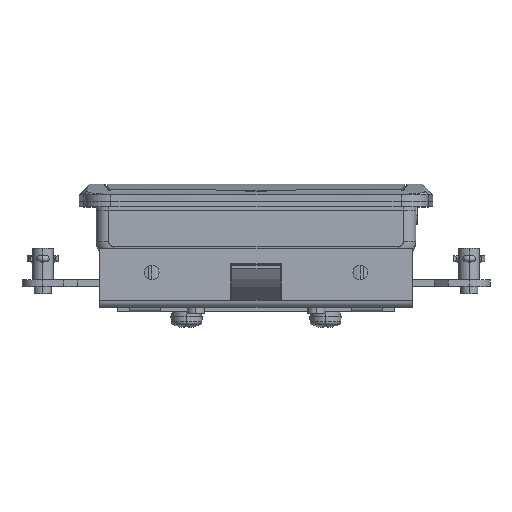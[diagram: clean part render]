
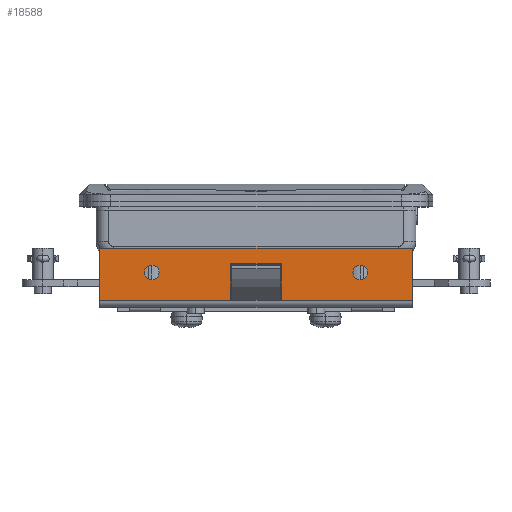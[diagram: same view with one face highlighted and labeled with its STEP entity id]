
A CAD part, top view. The second image highlights one B-rep face of the part: STEP entity #18588.
In plain terms, the highlighted planar face has unit normal (0, 0, 1).
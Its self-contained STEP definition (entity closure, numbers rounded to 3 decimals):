
#780 = LINE ( 'NONE', #18697, #6272 ) ;
#782 = VERTEX_POINT ( 'NONE', #16003 ) ;
#1294 = PLANE ( 'NONE',  #20402 ) ;
#1333 = LINE ( 'NONE', #6102, #5250 ) ;
#1896 = CARTESIAN_POINT ( 'NONE',  ( -30., 0., 0. ) ) ;
#2128 = ORIENTED_EDGE ( 'NONE', *, *, #6395, .F. ) ;
#2340 = VERTEX_POINT ( 'NONE', #14526 ) ;
#2430 = FACE_OUTER_BOUND ( 'NONE', #11136, .T. ) ;
#2654 = EDGE_CURVE ( 'NONE', #4393, #17817, #17457, .T. ) ;
#2808 = EDGE_CURVE ( 'NONE', #21066, #12493, #3465, .T. ) ;
#2909 = ORIENTED_EDGE ( 'NONE', *, *, #4140, .F. ) ;
#2969 = CARTESIAN_POINT ( 'NONE',  ( 7.25, 2.5, 0. ) ) ;
#3048 = DIRECTION ( 'NONE',  ( 1., 0., 0. ) ) ;
#3465 = CIRCLE ( 'NONE', #12553, 2.1 ) ;
#3668 = CARTESIAN_POINT ( 'NONE',  ( 30., 0., 0. ) ) ;
#3797 = ORIENTED_EDGE ( 'NONE', *, *, #2654, .F. ) ;
#3923 = CARTESIAN_POINT ( 'NONE',  ( 7.25, -8., 0. ) ) ;
#4042 = DIRECTION ( 'NONE',  ( 0., 0., 1. ) ) ;
#4074 = ORIENTED_EDGE ( 'NONE', *, *, #13675, .F. ) ;
#4140 = EDGE_CURVE ( 'NONE', #7232, #4393, #780, .T. ) ;
#4266 = CIRCLE ( 'NONE', #5132, 2.1 ) ;
#4385 = CARTESIAN_POINT ( 'NONE',  ( -45., 7., 0. ) ) ;
#4393 = VERTEX_POINT ( 'NONE', #2969 ) ;
#4819 = VERTEX_POINT ( 'NONE', #17666 ) ;
#5132 = AXIS2_PLACEMENT_3D ( 'NONE', #17369, #4042, #20478 ) ;
#5178 = DIRECTION ( 'NONE',  ( 1., 0., 0. ) ) ;
#5249 = DIRECTION ( 'NONE',  ( 0., 0., 1. ) ) ;
#5250 = VECTOR ( 'NONE', #3048, 1000. ) ;
#5334 = DIRECTION ( 'NONE',  ( 0., 0., 1. ) ) ;
#5866 = EDGE_LOOP ( 'NONE', ( #6528, #15716 ) ) ;
#6059 = LINE ( 'NONE', #16745, #8389 ) ;
#6068 = ORIENTED_EDGE ( 'NONE', *, *, #11698, .F. ) ;
#6075 = VERTEX_POINT ( 'NONE', #14208 ) ;
#6102 = CARTESIAN_POINT ( 'NONE',  ( 45., -8., 0. ) ) ;
#6272 = VECTOR ( 'NONE', #7176, 1000. ) ;
#6326 = DIRECTION ( 'NONE',  ( 0., 0., -1. ) ) ;
#6375 = CARTESIAN_POINT ( 'NONE',  ( 45., -8., 0. ) ) ;
#6395 = EDGE_CURVE ( 'NONE', #13381, #19495, #6059, .T. ) ;
#6528 = ORIENTED_EDGE ( 'NONE', *, *, #18800, .F. ) ;
#6766 = CARTESIAN_POINT ( 'NONE',  ( -7.25, 2.5, 0. ) ) ;
#6901 = EDGE_CURVE ( 'NONE', #6075, #14091, #20045, .T. ) ;
#7176 = DIRECTION ( 'NONE',  ( 0., 1., 0. ) ) ;
#7232 = VERTEX_POINT ( 'NONE', #3923 ) ;
#8335 = CIRCLE ( 'NONE', #20834, 2.1 ) ;
#8348 = DIRECTION ( 'NONE',  ( 0., -1., 0. ) ) ;
#8389 = VECTOR ( 'NONE', #8348, 1000. ) ;
#9103 = CARTESIAN_POINT ( 'NONE',  ( -7.25, 2.5, 0. ) ) ;
#9120 = CARTESIAN_POINT ( 'NONE',  ( 45., 7., 0. ) ) ;
#9301 = CARTESIAN_POINT ( 'NONE',  ( -27.9, 0., 0. ) ) ;
#9532 = DIRECTION ( 'NONE',  ( 0., 1., 0. ) ) ;
#9605 = CARTESIAN_POINT ( 'NONE',  ( -30., 0., 0. ) ) ;
#9670 = DIRECTION ( 'NONE',  ( -1., 0., 0. ) ) ;
#10631 = AXIS2_PLACEMENT_3D ( 'NONE', #1896, #5249, #5178 ) ;
#10712 = VECTOR ( 'NONE', #14568, 1000. ) ;
#11136 = EDGE_LOOP ( 'NONE', ( #14550, #6068, #3797, #2909, #17384, #2128, #12843, #15241 ) ) ;
#11698 = EDGE_CURVE ( 'NONE', #17817, #2340, #21173, .T. ) ;
#12009 = EDGE_LOOP ( 'NONE', ( #18874, #4074 ) ) ;
#12168 = CIRCLE ( 'NONE', #10631, 2.1 ) ;
#12275 = DIRECTION ( 'NONE',  ( 0., -1., 0. ) ) ;
#12280 = DIRECTION ( 'NONE',  ( -1., 0., 0. ) ) ;
#12493 = VERTEX_POINT ( 'NONE', #15943 ) ;
#12553 = AXIS2_PLACEMENT_3D ( 'NONE', #9605, #19723, #14573 ) ;
#12843 = ORIENTED_EDGE ( 'NONE', *, *, #16739, .T. ) ;
#12898 = EDGE_CURVE ( 'NONE', #7232, #19495, #15824, .T. ) ;
#13031 = VECTOR ( 'NONE', #12280, 1000. ) ;
#13058 = FACE_BOUND ( 'NONE', #5866, .T. ) ;
#13319 = FACE_BOUND ( 'NONE', #12009, .T. ) ;
#13381 = VERTEX_POINT ( 'NONE', #9120 ) ;
#13675 = EDGE_CURVE ( 'NONE', #12493, #21066, #12168, .T. ) ;
#14091 = VERTEX_POINT ( 'NONE', #18382 ) ;
#14129 = LINE ( 'NONE', #21382, #14646 ) ;
#14208 = CARTESIAN_POINT ( 'NONE',  ( -45., 7., 0. ) ) ;
#14308 = CARTESIAN_POINT ( 'NONE',  ( -7.25, 2.5, 0. ) ) ;
#14526 = CARTESIAN_POINT ( 'NONE',  ( -7.25, -8., 0. ) ) ;
#14550 = ORIENTED_EDGE ( 'NONE', *, *, #19781, .T. ) ;
#14568 = DIRECTION ( 'NONE',  ( 0., -1., 0. ) ) ;
#14573 = DIRECTION ( 'NONE',  ( 1., 0., 0. ) ) ;
#14646 = VECTOR ( 'NONE', #9670, 1000. ) ;
#15241 = ORIENTED_EDGE ( 'NONE', *, *, #6901, .T. ) ;
#15716 = ORIENTED_EDGE ( 'NONE', *, *, #20532, .F. ) ;
#15824 = LINE ( 'NONE', #6375, #21517 ) ;
#15943 = CARTESIAN_POINT ( 'NONE',  ( -32.1, 0., 0. ) ) ;
#16003 = CARTESIAN_POINT ( 'NONE',  ( 27.9, 0., 0. ) ) ;
#16739 = EDGE_CURVE ( 'NONE', #13381, #6075, #14129, .T. ) ;
#16745 = CARTESIAN_POINT ( 'NONE',  ( 45., 7., 0. ) ) ;
#17369 = CARTESIAN_POINT ( 'NONE',  ( 30., 0., 0. ) ) ;
#17384 = ORIENTED_EDGE ( 'NONE', *, *, #12898, .T. ) ;
#17457 = LINE ( 'NONE', #9103, #13031 ) ;
#17666 = CARTESIAN_POINT ( 'NONE',  ( 32.1, 0., 0. ) ) ;
#17817 = VERTEX_POINT ( 'NONE', #14308 ) ;
#17900 = DIRECTION ( 'NONE',  ( 1., 0., 0. ) ) ;
#18382 = CARTESIAN_POINT ( 'NONE',  ( -45., -8., 0. ) ) ;
#18588 = ADVANCED_FACE ( 'NONE', ( #13319, #13058, #2430 ), #1294, .F. ) ;
#18589 = DIRECTION ( 'NONE',  ( 1., 0., 0. ) ) ;
#18629 = CARTESIAN_POINT ( 'NONE',  ( 45., -8., 0. ) ) ;
#18697 = CARTESIAN_POINT ( 'NONE',  ( 7.25, 2.5, 0. ) ) ;
#18800 = EDGE_CURVE ( 'NONE', #4819, #782, #4266, .T. ) ;
#18874 = ORIENTED_EDGE ( 'NONE', *, *, #2808, .F. ) ;
#19108 = VECTOR ( 'NONE', #12275, 1000. ) ;
#19446 = CARTESIAN_POINT ( 'NONE',  ( 45., 7., 0. ) ) ;
#19495 = VERTEX_POINT ( 'NONE', #18629 ) ;
#19723 = DIRECTION ( 'NONE',  ( 0., 0., 1. ) ) ;
#19781 = EDGE_CURVE ( 'NONE', #14091, #2340, #1333, .T. ) ;
#20045 = LINE ( 'NONE', #4385, #10712 ) ;
#20402 = AXIS2_PLACEMENT_3D ( 'NONE', #19446, #6326, #9532 ) ;
#20478 = DIRECTION ( 'NONE',  ( 1., 0., 0. ) ) ;
#20532 = EDGE_CURVE ( 'NONE', #782, #4819, #8335, .T. ) ;
#20834 = AXIS2_PLACEMENT_3D ( 'NONE', #3668, #5334, #18589 ) ;
#21066 = VERTEX_POINT ( 'NONE', #9301 ) ;
#21173 = LINE ( 'NONE', #6766, #19108 ) ;
#21382 = CARTESIAN_POINT ( 'NONE',  ( 45., 7., 0. ) ) ;
#21517 = VECTOR ( 'NONE', #17900, 1000. ) ;
